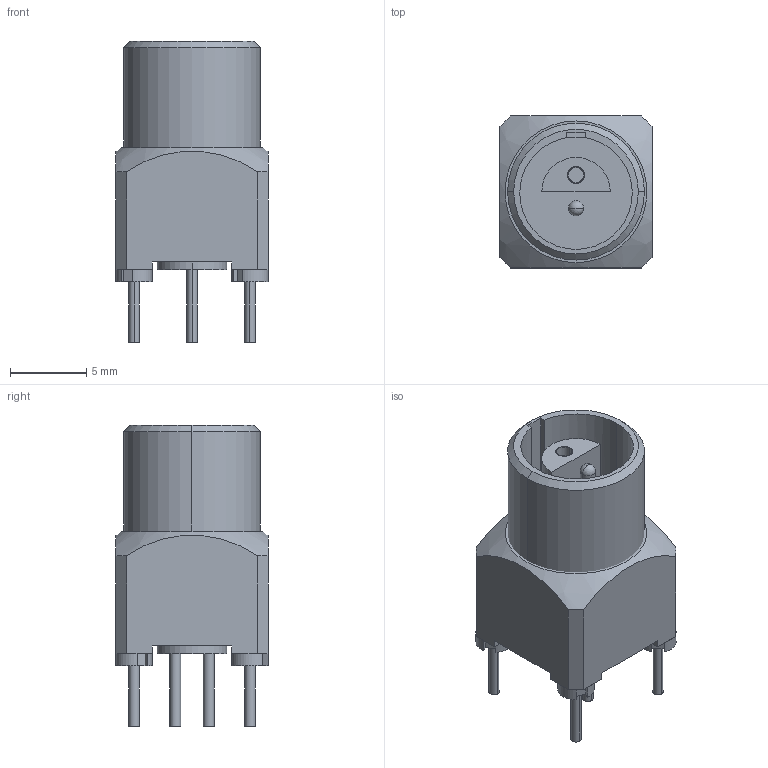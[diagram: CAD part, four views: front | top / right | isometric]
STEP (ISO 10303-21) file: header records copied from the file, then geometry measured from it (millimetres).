
FILE_DESCRIPTION((''),'2;1');
FILE_NAME('LEMO_EZG.0S.302.NLNY.stp','2012-01-11T11:45:03',(''),(''),'Mechanical Desktop 2011','Mechanical Desktop 2011',', , ');
FILE_SCHEMA(('AUTOMOTIVE_DESIGN { 1 2 10303 214 1 1 1 1 }'));
Length unit declared in the file: millimetre
Products named in the file (1): Product
Bounding box: 10.02 x 10.02 x 19.8 mm (x, y, z)
Volume: 1090.3 mm3; surface area: 1567.9 mm2
Topology: 16 solids, 16 shells, 128 faces, 285 edges, 188 vertices
Faces by surface type: plane 55, cylinder 39, bspline 29, sphere 3, cone 2
Entity records: 3668 total; most frequent: CARTESIAN_POINT 743, DIRECTION 584, ORIENTED_EDGE 566, EDGE_CURVE 283, AXIS2_PLACEMENT_3D 201, VERTEX_POINT 188, VECTOR 182, LINE 182
